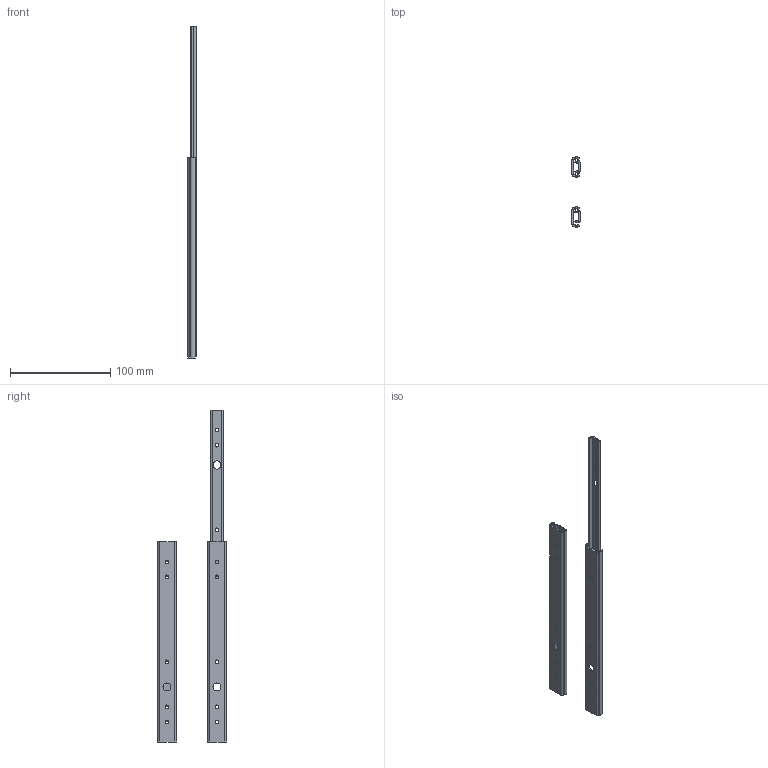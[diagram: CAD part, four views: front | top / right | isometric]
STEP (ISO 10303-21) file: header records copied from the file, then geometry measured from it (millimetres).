
FILE_DESCRIPTION( (''), '2;1');
FILE_NAME ('C2421_20_3D.stp','2017-06-19T09:52:38',(''),(''),'spGate 11.3.14','spGate','');
FILE_SCHEMA (('AUTOMOTIVE_DESIGN'));
Length unit declared in the file: millimetre
Products named in the file (5): Assembly; C2421_20_3D-prt0; C2421_20_3D-prt1; C2421_20_3D-prt2; C2421_20_3D-prt3
Assembly tree (4 placements, depth 2):
  Assembly
    C2421_20_3D-prt0
    C2421_20_3D-prt1
    C2421_20_3D-prt2
    C2421_20_3D-prt3
Bounding box: 8 x 70 x 332 mm (x, y, z)
Volume: 26796.6 mm3; surface area: 40642.6 mm2
Topology: 4 solids, 4 shells, 160 faces, 456 edges, 304 vertices
Faces by surface type: cylinder 96, plane 64
Entity records: 9046 total; most frequent: DIRECTION 968, CARTESIAN_POINT 950, ORIENTED_EDGE 912, COLOUR_RGB 620, PRESENTATION_STYLE_ASSIGNMENT 620, STYLED_ITEM 620, EDGE_CURVE 456, DRAUGHTING_PRE_DEFINED_CURVE_FONT 456
